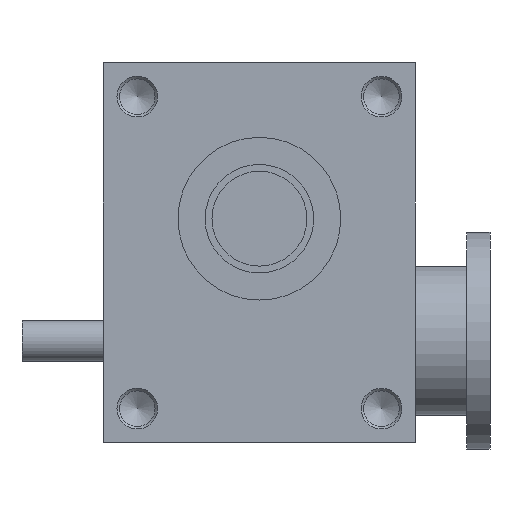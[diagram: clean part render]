
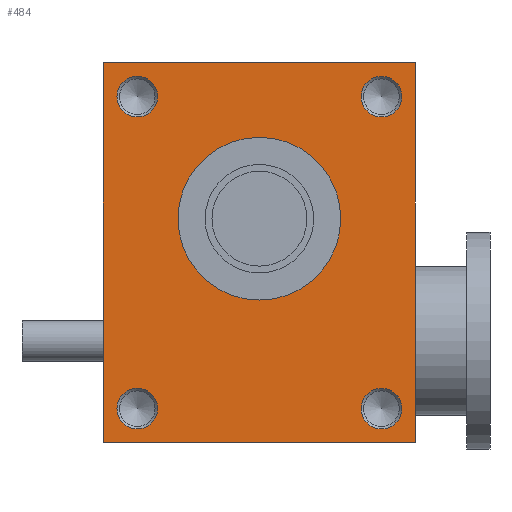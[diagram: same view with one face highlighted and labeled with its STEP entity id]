
A CAD part, front view. The second image highlights one B-rep face of the part: STEP entity #484.
In plain terms, the highlighted planar face has unit normal (0, -1, 0).
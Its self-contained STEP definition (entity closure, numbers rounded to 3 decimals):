
#484 = ADVANCED_FACE( '', ( #1074, #1075, #1076, #1077, #1078, #1079 ), #1080, .F. );
#1074 = FACE_BOUND( '', #1833, .T. );
#1075 = FACE_BOUND( '', #1834, .T. );
#1076 = FACE_BOUND( '', #1835, .T. );
#1077 = FACE_BOUND( '', #1836, .T. );
#1078 = FACE_BOUND( '', #1837, .T. );
#1079 = FACE_OUTER_BOUND( '', #1838, .T. );
#1080 = PLANE( '', #1839 );
#1833 = EDGE_LOOP( '', ( #2868 ) );
#1834 = EDGE_LOOP( '', ( #2869 ) );
#1835 = EDGE_LOOP( '', ( #2870 ) );
#1836 = EDGE_LOOP( '', ( #2871 ) );
#1837 = EDGE_LOOP( '', ( #2872 ) );
#1838 = EDGE_LOOP( '', ( #2873, #2874, #2875, #2876 ) );
#1839 = AXIS2_PLACEMENT_3D( '', #2877, #2878, #2879 );
#2868 = ORIENTED_EDGE( '', *, *, #4276, .F. );
#2869 = ORIENTED_EDGE( '', *, *, #4293, .F. );
#2870 = ORIENTED_EDGE( '', *, *, #4294, .F. );
#2871 = ORIENTED_EDGE( '', *, *, #4205, .F. );
#2872 = ORIENTED_EDGE( '', *, *, #4295, .T. );
#2873 = ORIENTED_EDGE( '', *, *, #4296, .T. );
#2874 = ORIENTED_EDGE( '', *, *, #4297, .F. );
#2875 = ORIENTED_EDGE( '', *, *, #4298, .F. );
#2876 = ORIENTED_EDGE( '', *, *, #4221, .T. );
#2877 = CARTESIAN_POINT( '', ( -115., -88., 140. ) );
#2878 = DIRECTION( '', ( 0., 1., 0. ) );
#2879 = DIRECTION( '', ( 0., 0., 1. ) );
#4205 = EDGE_CURVE( '', #4992, #4992, #4993, .T. );
#4221 = EDGE_CURVE( '', #5021, #5019, #5022, .T. );
#4276 = EDGE_CURVE( '', #5108, #5108, #5109, .T. );
#4293 = EDGE_CURVE( '', #5136, #5136, #5137, .T. );
#4294 = EDGE_CURVE( '', #5138, #5138, #5139, .T. );
#4295 = EDGE_CURVE( '', #5140, #5140, #5141, .T. );
#4296 = EDGE_CURVE( '', #5019, #5142, #5143, .T. );
#4297 = EDGE_CURVE( '', #5144, #5142, #5145, .T. );
#4298 = EDGE_CURVE( '', #5021, #5144, #5146, .T. );
#4992 = VERTEX_POINT( '', #6038 );
#4993 = CIRCLE( '', #6039, 15. );
#5019 = VERTEX_POINT( '', #6067 );
#5021 = VERTEX_POINT( '', #6070 );
#5022 = LINE( '', #6071, #6072 );
#5108 = VERTEX_POINT( '', #6173 );
#5109 = CIRCLE( '', #6174, 15. );
#5136 = VERTEX_POINT( '', #6205 );
#5137 = CIRCLE( '', #6206, 15. );
#5138 = VERTEX_POINT( '', #6207 );
#5139 = CIRCLE( '', #6208, 15. );
#5140 = VERTEX_POINT( '', #6209 );
#5141 = CIRCLE( '', #6210, 60. );
#5142 = VERTEX_POINT( '', #6211 );
#5143 = LINE( '', #6212, #6213 );
#5144 = VERTEX_POINT( '', #6214 );
#5145 = LINE( '', #6215, #6216 );
#5146 = LINE( '', #6217, #6218 );
#6038 = CARTESIAN_POINT( '', ( 90., -88., -130. ) );
#6039 = AXIS2_PLACEMENT_3D( '', #7100, #7101, #7102 );
#6067 = CARTESIAN_POINT( '', ( -115., -88., -140. ) );
#6070 = CARTESIAN_POINT( '', ( -115., -88., 140. ) );
#6071 = CARTESIAN_POINT( '', ( -115., -88., 140. ) );
#6072 = VECTOR( '', #7130, 1000. );
#6173 = CARTESIAN_POINT( '', ( -90., -88., -130. ) );
#6174 = AXIS2_PLACEMENT_3D( '', #7212, #7213, #7214 );
#6205 = CARTESIAN_POINT( '', ( -90., -88., 100. ) );
#6206 = AXIS2_PLACEMENT_3D( '', #7243, #7244, #7245 );
#6207 = CARTESIAN_POINT( '', ( 90., -88., 100. ) );
#6208 = AXIS2_PLACEMENT_3D( '', #7246, #7247, #7248 );
#6209 = CARTESIAN_POINT( '', ( 60., -88., 25. ) );
#6210 = AXIS2_PLACEMENT_3D( '', #7249, #7250, #7251 );
#6211 = CARTESIAN_POINT( '', ( 115., -88., -140. ) );
#6212 = CARTESIAN_POINT( '', ( -115., -88., -140. ) );
#6213 = VECTOR( '', #7252, 1000. );
#6214 = CARTESIAN_POINT( '', ( 115., -88., 140. ) );
#6215 = CARTESIAN_POINT( '', ( 115., -88., 140. ) );
#6216 = VECTOR( '', #7253, 1000. );
#6217 = CARTESIAN_POINT( '', ( -115., -88., 140. ) );
#6218 = VECTOR( '', #7254, 1000. );
#7100 = CARTESIAN_POINT( '', ( 90., -88., -115. ) );
#7101 = DIRECTION( '', ( 0., -1., 0. ) );
#7102 = DIRECTION( '', ( 0., 0., -1. ) );
#7130 = DIRECTION( '', ( 0., 0., -1. ) );
#7212 = CARTESIAN_POINT( '', ( -90., -88., -115. ) );
#7213 = DIRECTION( '', ( 0., -1., 0. ) );
#7214 = DIRECTION( '', ( 0., 0., -1. ) );
#7243 = CARTESIAN_POINT( '', ( -90., -88., 115. ) );
#7244 = DIRECTION( '', ( 0., -1., 0. ) );
#7245 = DIRECTION( '', ( 0., 0., -1. ) );
#7246 = CARTESIAN_POINT( '', ( 90., -88., 115. ) );
#7247 = DIRECTION( '', ( 0., -1., 0. ) );
#7248 = DIRECTION( '', ( 0., 0., -1. ) );
#7249 = CARTESIAN_POINT( '', ( 0., -88., 25. ) );
#7250 = DIRECTION( '', ( 0., 1., 0. ) );
#7251 = DIRECTION( '', ( 1., 0., 0. ) );
#7252 = DIRECTION( '', ( 1., 0., 0. ) );
#7253 = DIRECTION( '', ( 0., 0., -1. ) );
#7254 = DIRECTION( '', ( 1., 0., 0. ) );
